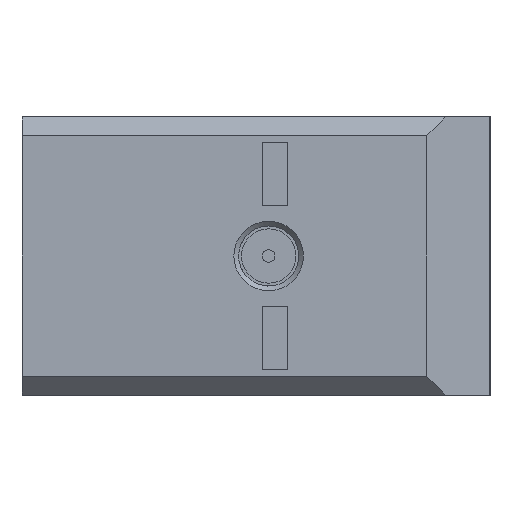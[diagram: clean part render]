
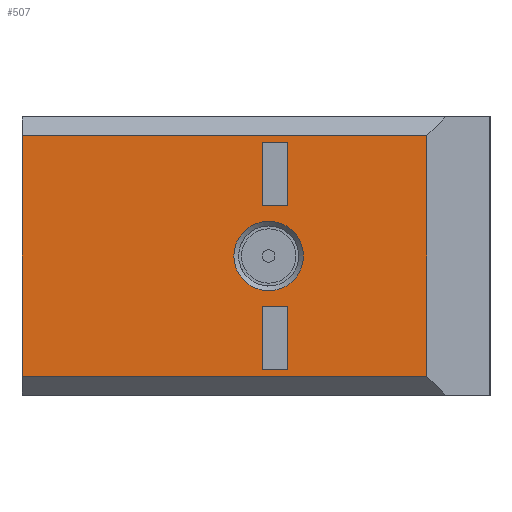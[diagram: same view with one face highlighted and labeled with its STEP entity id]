
A CAD part, left-side view. The second image highlights one B-rep face of the part: STEP entity #507.
In plain terms, the highlighted planar face has unit normal (-1, 0, 0).
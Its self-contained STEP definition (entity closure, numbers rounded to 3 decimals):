
#507=ADVANCED_FACE('',(#5007,#5009,#5011,#5013),#5015,.F.);
#5007=FACE_BOUND('',#5008,.T.);
#5008=EDGE_LOOP('',(#12645,#12646,#12647,#12648));
#5009=FACE_BOUND('',#5010,.T.);
#5010=EDGE_LOOP('',(#12649));
#5011=FACE_BOUND('',#5012,.T.);
#5012=EDGE_LOOP('',(#12650,#12651,#12652,#12653));
#5013=FACE_BOUND('',#5014,.T.);
#5014=EDGE_LOOP('',(#12654,#12655,#12656,#12657));
#5015=PLANE('',#5016);
#5016=AXIS2_PLACEMENT_3D('',#5017,#5018,#5019);
#5017=CARTESIAN_POINT('',(-13.2,-3.701,1.85));
#5018=DIRECTION('',(1.,0.,-0.));
#5019=DIRECTION('',(-0.,0.,-1.));
#12645=ORIENTED_EDGE('',*,*,#14750,.T.);
#12646=ORIENTED_EDGE('',*,*,#15132,.T.);
#12647=ORIENTED_EDGE('',*,*,#15133,.T.);
#12648=ORIENTED_EDGE('',*,*,#15134,.T.);
#12649=ORIENTED_EDGE('',*,*,#14698,.F.);
#12650=ORIENTED_EDGE('',*,*,#15102,.F.);
#12651=ORIENTED_EDGE('',*,*,#15135,.F.);
#12652=ORIENTED_EDGE('',*,*,#15115,.T.);
#12653=ORIENTED_EDGE('',*,*,#15136,.T.);
#12654=ORIENTED_EDGE('',*,*,#15137,.F.);
#12655=ORIENTED_EDGE('',*,*,#15098,.T.);
#12656=ORIENTED_EDGE('',*,*,#15138,.T.);
#12657=ORIENTED_EDGE('',*,*,#15111,.F.);
#14698=EDGE_CURVE('',#15992,#15992,#15993,.T.);
#14750=EDGE_CURVE('',#16089,#16087,#16090,.T.);
#15098=EDGE_CURVE('',#16778,#16780,#16782,.T.);
#15102=EDGE_CURVE('',#16785,#16787,#16788,.T.);
#15111=EDGE_CURVE('',#16796,#16798,#16799,.T.);
#15115=EDGE_CURVE('',#16801,#16803,#16805,.T.);
#15132=EDGE_CURVE('',#16087,#16834,#16835,.T.);
#15133=EDGE_CURVE('',#16834,#16836,#16837,.T.);
#15134=EDGE_CURVE('',#16836,#16089,#16838,.T.);
#15135=EDGE_CURVE('',#16801,#16785,#16839,.T.);
#15136=EDGE_CURVE('',#16803,#16787,#16840,.T.);
#15137=EDGE_CURVE('',#16778,#16796,#16841,.T.);
#15138=EDGE_CURVE('',#16780,#16798,#16842,.T.);
#15992=VERTEX_POINT('',#18382);
#15993=CIRCLE('',#18383,0.55);
#16087=VERTEX_POINT('',#18605);
#16089=VERTEX_POINT('',#18609);
#16090=LINE('',#18610,#18611);
#16778=VERTEX_POINT('',#24194);
#16780=VERTEX_POINT('',#24198);
#16782=LINE('',#24202,#24203);
#16785=VERTEX_POINT('',#24211);
#16787=VERTEX_POINT('',#24215);
#16788=LINE('',#24216,#24217);
#16796=VERTEX_POINT('',#24240);
#16798=VERTEX_POINT('',#24244);
#16799=LINE('',#24245,#24246);
#16801=VERTEX_POINT('',#24251);
#16803=VERTEX_POINT('',#24255);
#16805=LINE('',#24259,#24260);
#16834=VERTEX_POINT('',#24326);
#16835=LINE('',#24327,#24328);
#16836=VERTEX_POINT('',#24330);
#16837=LINE('',#24331,#24332);
#16838=LINE('',#24334,#24335);
#16839=LINE('',#24337,#24338);
#16840=LINE('',#24340,#24341);
#16841=LINE('',#24343,#24344);
#16842=LINE('',#24346,#24347);
#18382=CARTESIAN_POINT('',(-13.2,-0.2,0.6));
#18383=AXIS2_PLACEMENT_3D('',#18384,#18385,#18386);
#18384=CARTESIAN_POINT('',(-13.2,-0.2,0.05));
#18385=DIRECTION('',(-1.,-0.,0.));
#18386=DIRECTION('',(0.,0.,-1.));
#18605=CARTESIAN_POINT('',(-13.2,3.7,-1.85));
#18609=CARTESIAN_POINT('',(-13.2,3.7,1.95));
#18610=CARTESIAN_POINT('',(-13.2,3.7,1.95));
#18611=VECTOR('',#18612,1.);
#18612=DIRECTION('',(0.,0.,-1.));
#24194=CARTESIAN_POINT('',(-13.2,-0.5,-1.75));
#24198=CARTESIAN_POINT('',(-13.2,-0.1,-1.75));
#24202=CARTESIAN_POINT('',(-13.2,-0.5,-1.75));
#24203=VECTOR('',#24204,1.);
#24204=DIRECTION('',(0.,1.,0.));
#24211=CARTESIAN_POINT('',(-13.2,-0.5,1.85));
#24215=CARTESIAN_POINT('',(-13.2,-0.1,1.85));
#24216=CARTESIAN_POINT('',(-13.2,-0.5,1.85));
#24217=VECTOR('',#24218,1.);
#24218=DIRECTION('',(0.,1.,0.));
#24240=CARTESIAN_POINT('',(-13.2,-0.5,-0.75));
#24244=CARTESIAN_POINT('',(-13.2,-0.1,-0.75));
#24245=CARTESIAN_POINT('',(-13.2,-0.5,-0.75));
#24246=VECTOR('',#24247,1.);
#24247=DIRECTION('',(0.,1.,0.));
#24251=CARTESIAN_POINT('',(-13.2,-0.5,0.85));
#24255=CARTESIAN_POINT('',(-13.2,-0.1,0.85));
#24259=CARTESIAN_POINT('',(-13.2,-0.5,0.85));
#24260=VECTOR('',#24261,1.);
#24261=DIRECTION('',(0.,1.,0.));
#24326=CARTESIAN_POINT('',(-13.2,-2.7,-1.85));
#24327=CARTESIAN_POINT('',(-13.2,3.7,-1.85));
#24328=VECTOR('',#24329,1.);
#24329=DIRECTION('',(0.,-1.,0.));
#24330=CARTESIAN_POINT('',(-13.2,-2.7,1.95));
#24331=CARTESIAN_POINT('',(-13.2,-2.7,-1.85));
#24332=VECTOR('',#24333,1.);
#24333=DIRECTION('',(0.,0.,1.));
#24334=CARTESIAN_POINT('',(-13.2,-2.7,1.95));
#24335=VECTOR('',#24336,1.);
#24336=DIRECTION('',(0.,1.,0.));
#24337=CARTESIAN_POINT('',(-13.2,-0.5,0.85));
#24338=VECTOR('',#24339,1.);
#24339=DIRECTION('',(0.,0.,1.));
#24340=CARTESIAN_POINT('',(-13.2,-0.1,0.85));
#24341=VECTOR('',#24342,1.);
#24342=DIRECTION('',(0.,0.,1.));
#24343=CARTESIAN_POINT('',(-13.2,-0.5,-1.75));
#24344=VECTOR('',#24345,1.);
#24345=DIRECTION('',(0.,0.,1.));
#24346=CARTESIAN_POINT('',(-13.2,-0.1,-1.75));
#24347=VECTOR('',#24348,1.);
#24348=DIRECTION('',(0.,0.,1.));
